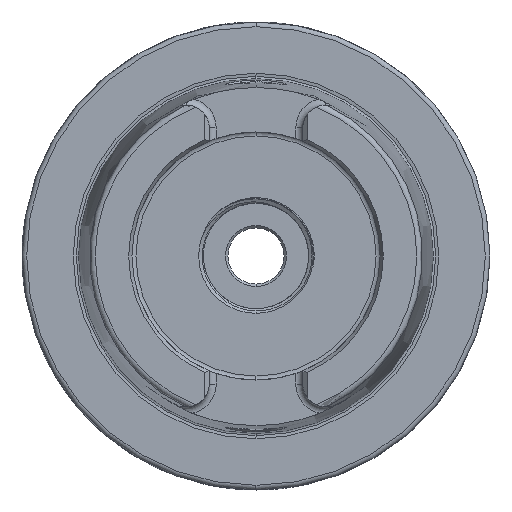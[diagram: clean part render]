
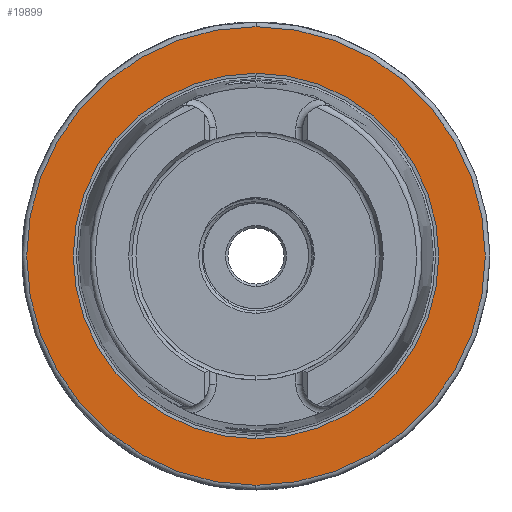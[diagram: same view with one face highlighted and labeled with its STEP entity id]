
A CAD part, left-side view. The second image highlights one B-rep face of the part: STEP entity #19899.
In plain terms, the highlighted planar face has unit normal (-1, 0, 0).
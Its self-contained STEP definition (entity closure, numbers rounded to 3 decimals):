
#154 = CARTESIAN_POINT ( 'NONE',  ( 0., 0., 0. ) ) ;
#155 = DIRECTION ( 'NONE',  ( 1., 0., 0. ) ) ;
#156 = DIRECTION ( 'NONE',  ( 0., 0., -1. ) ) ;
#157 = CARTESIAN_POINT ( 'NONE',  ( 0., 0., 0. ) ) ;
#158 = DIRECTION ( 'NONE',  ( -1., 0., 0. ) ) ;
#159 = DIRECTION ( 'NONE',  ( 0., 0., 1. ) ) ;
#5696 = CARTESIAN_POINT ( 'NONE',  ( 0., 0., 0. ) ) ;
#5703 = DIRECTION ( 'NONE',  ( 1., 0., 0. ) ) ;
#5704 = DIRECTION ( 'NONE',  ( 0., 0., -1. ) ) ;
#5729 = CARTESIAN_POINT ( 'NONE',  ( 0., 0., 0. ) ) ;
#5730 = DIRECTION ( 'NONE',  ( -1., 0., 0. ) ) ;
#5731 = DIRECTION ( 'NONE',  ( 0., 0., 1. ) ) ;
#6064 = EDGE_CURVE ( 'NONE', #10864, #11043, #6325, .T. ) ;
#6065 = EDGE_CURVE ( 'NONE', #10735, #10991, #6326, .T. ) ;
#6325 = CIRCLE ( 'NONE', #25882, 39.054 ) ;
#6326 = CIRCLE ( 'NONE', #25903, 49. ) ;
#8150 = PLANE ( 'NONE',  #8821 ) ;
#8152 = CARTESIAN_POINT ( 'NONE',  ( 0., 39.054, 0. ) ) ;
#8154 = DIRECTION ( 'NONE',  ( -1., 0., 0. ) ) ;
#8156 = DIRECTION ( 'NONE',  ( 0., 0., 1. ) ) ;
#8817 = FACE_OUTER_BOUND ( 'NONE', #14236, .T. ) ;
#8819 = FACE_BOUND ( 'NONE', #14245, .T. ) ;
#8821 = AXIS2_PLACEMENT_3D ( 'NONE', #8152, #8154, #8156 ) ;
#10735 = VERTEX_POINT ( 'NONE', #13054 ) ;
#10864 = VERTEX_POINT ( 'NONE', #13087 ) ;
#10991 = VERTEX_POINT ( 'NONE', #13116 ) ;
#11043 = VERTEX_POINT ( 'NONE', #13131 ) ;
#11574 = CIRCLE ( 'NONE', #13559, 39.054 ) ;
#11581 = CIRCLE ( 'NONE', #13435, 49. ) ;
#13054 = CARTESIAN_POINT ( 'NONE',  ( 0., 0., -49. ) ) ;
#13087 = CARTESIAN_POINT ( 'NONE',  ( 0., 0., -39.054 ) ) ;
#13116 = CARTESIAN_POINT ( 'NONE',  ( 0., 0., 49. ) ) ;
#13131 = CARTESIAN_POINT ( 'NONE',  ( 0., 0., 39.054 ) ) ;
#13435 = AXIS2_PLACEMENT_3D ( 'NONE', #5729, #5730, #5731 ) ;
#13559 = AXIS2_PLACEMENT_3D ( 'NONE', #5696, #5703, #5704 ) ;
#14236 = EDGE_LOOP ( 'NONE', ( #14510, #14511 ) ) ;
#14245 = EDGE_LOOP ( 'NONE', ( #14513, #14512 ) ) ;
#14510 = ORIENTED_EDGE ( 'NONE', *, *, #19767, .T. ) ;
#14511 = ORIENTED_EDGE ( 'NONE', *, *, #6065, .T. ) ;
#14512 = ORIENTED_EDGE ( 'NONE', *, *, #6064, .T. ) ;
#14513 = ORIENTED_EDGE ( 'NONE', *, *, #19758, .T. ) ;
#19758 = EDGE_CURVE ( 'NONE', #11043, #10864, #11574, .T. ) ;
#19767 = EDGE_CURVE ( 'NONE', #10991, #10735, #11581, .T. ) ;
#19899 = ADVANCED_FACE ( 'NONE', ( #8817, #8819 ), #8150, .T. ) ;
#25882 = AXIS2_PLACEMENT_3D ( 'NONE', #154, #155, #156 ) ;
#25903 = AXIS2_PLACEMENT_3D ( 'NONE', #157, #158, #159 ) ;
